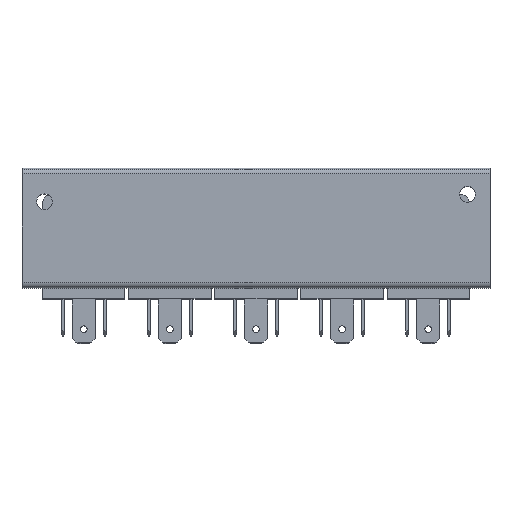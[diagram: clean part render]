
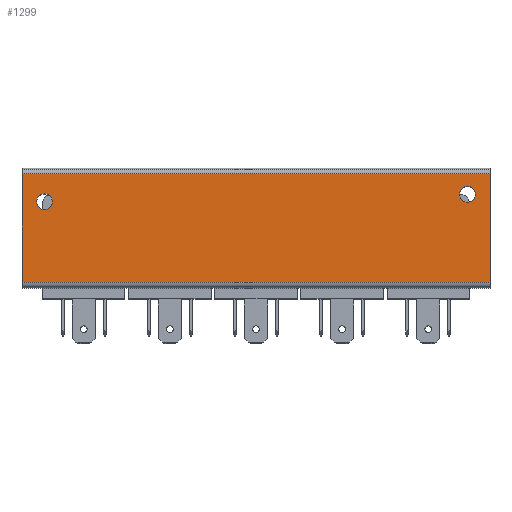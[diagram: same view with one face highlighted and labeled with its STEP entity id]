
A CAD part, top view. The second image highlights one B-rep face of the part: STEP entity #1299.
In plain terms, the highlighted face is planar.
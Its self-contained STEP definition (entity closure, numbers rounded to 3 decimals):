
#561=CARTESIAN_POINT('',(-108.0,-6.25,9.1));
#562=VERTEX_POINT('',#561);
#571=CARTESIAN_POINT('',(-108.0,-6.25,4.9));
#572=VERTEX_POINT('',#571);
#573=CARTESIAN_POINT('',(-108.0,-6.25,7.));
#574=DIRECTION('',(0.0,1.0,0.0));
#575=DIRECTION('',(0.0,0.0,1.0));
#576=AXIS2_PLACEMENT_3D('',#573,#574,#575);
#577=CIRCLE('',#576,2.1);
#578=EDGE_CURVE('',#572,#562,#577,.T.);
#645=CARTESIAN_POINT('',(5.0,-6.25,11.1));
#646=VERTEX_POINT('',#645);
#655=CARTESIAN_POINT('',(5.0,-6.25,6.9));
#656=VERTEX_POINT('',#655);
#657=CARTESIAN_POINT('',(5.0,-6.25,9.));
#658=DIRECTION('',(0.0,1.0,0.0));
#659=DIRECTION('',(0.0,0.0,1.0));
#660=AXIS2_PLACEMENT_3D('',#657,#658,#659);
#661=CIRCLE('',#660,2.1);
#662=EDGE_CURVE('',#656,#646,#661,.T.);
#1156=CARTESIAN_POINT('',(5.0,-6.25,9.));
#1157=DIRECTION('',(0.0,1.0,0.0));
#1158=DIRECTION('',(0.0,0.0,1.0));
#1159=AXIS2_PLACEMENT_3D('',#1156,#1157,#1158);
#1160=CIRCLE('',#1159,2.1);
#1161=EDGE_CURVE('',#646,#656,#1160,.T.);
#1218=CARTESIAN_POINT('',(-108.0,-6.25,7.));
#1219=DIRECTION('',(0.0,1.0,0.0));
#1220=DIRECTION('',(0.0,0.0,1.0));
#1221=AXIS2_PLACEMENT_3D('',#1218,#1219,#1220);
#1222=CIRCLE('',#1221,2.1);
#1223=EDGE_CURVE('',#562,#572,#1222,.T.);
#1234=CARTESIAN_POINT('',(11.0,-6.25,-14.5));
#1235=VERTEX_POINT('',#1234);
#1243=CARTESIAN_POINT('',(-114.0,-6.25,-14.5));
#1244=VERTEX_POINT('',#1243);
#1245=CARTESIAN_POINT('',(11.0,-6.25,-14.5));
#1246=DIRECTION('',(-1.0,0.0,0.0));
#1247=VECTOR('',#1246,125.0);
#1248=LINE('',#1245,#1247);
#1249=EDGE_CURVE('',#1235,#1244,#1248,.T.);
#1261=CARTESIAN_POINT('',(-51.5,-6.25,0.));
#1262=DIRECTION('',(0.0,1.0,0.0));
#1263=DIRECTION('',(0.0,0.0,1.0));
#1264=AXIS2_PLACEMENT_3D('',#1261,#1262,#1263);
#1265=PLANE('',#1264);
#1266=ORIENTED_EDGE('',*,*,#1249,.F.);
#1267=CARTESIAN_POINT('',(11.0,-6.25,14.5));
#1268=VERTEX_POINT('',#1267);
#1269=CARTESIAN_POINT('',(11.0,-6.25,-14.5));
#1270=DIRECTION('',(0.0,0.0,1.0));
#1271=VECTOR('',#1270,29.);
#1272=LINE('',#1269,#1271);
#1273=EDGE_CURVE('',#1235,#1268,#1272,.T.);
#1274=ORIENTED_EDGE('',*,*,#1273,.T.);
#1275=CARTESIAN_POINT('',(-114.0,-6.25,14.5));
#1276=VERTEX_POINT('',#1275);
#1277=CARTESIAN_POINT('',(-114.0,-6.25,14.5));
#1278=DIRECTION('',(1.0,0.0,0.0));
#1279=VECTOR('',#1278,125.0);
#1280=LINE('',#1277,#1279);
#1281=EDGE_CURVE('',#1276,#1268,#1280,.T.);
#1282=ORIENTED_EDGE('',*,*,#1281,.F.);
#1283=CARTESIAN_POINT('',(-114.0,-6.25,14.5));
#1284=DIRECTION('',(0.0,0.0,-1.0));
#1285=VECTOR('',#1284,29.);
#1286=LINE('',#1283,#1285);
#1287=EDGE_CURVE('',#1276,#1244,#1286,.T.);
#1288=ORIENTED_EDGE('',*,*,#1287,.T.);
#1289=EDGE_LOOP('',(#1266,#1274,#1282,#1288));
#1290=FACE_OUTER_BOUND('',#1289,.T.);
#1291=ORIENTED_EDGE('',*,*,#662,.T.);
#1292=ORIENTED_EDGE('',*,*,#1161,.T.);
#1293=EDGE_LOOP('',(#1291,#1292));
#1294=FACE_BOUND('',#1293,.T.);
#1295=ORIENTED_EDGE('',*,*,#578,.T.);
#1296=ORIENTED_EDGE('',*,*,#1223,.T.);
#1297=EDGE_LOOP('',(#1295,#1296));
#1298=FACE_BOUND('',#1297,.T.);
#1299=ADVANCED_FACE('',(#1290,#1294,#1298),#1265,.F.);
